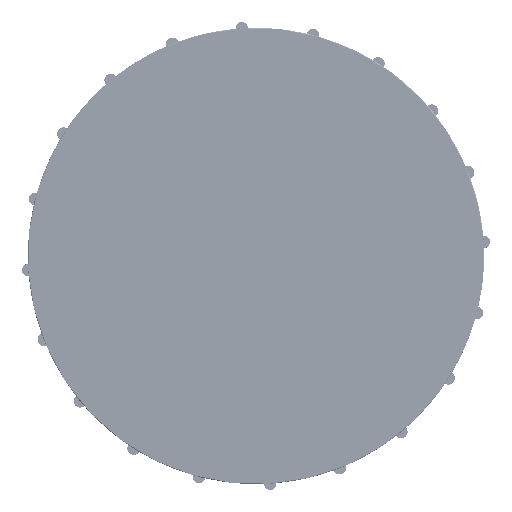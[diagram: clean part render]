
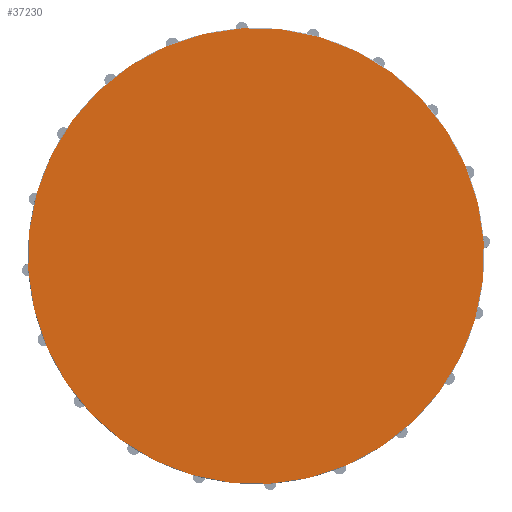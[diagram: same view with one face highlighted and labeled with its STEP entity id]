
A CAD part, front view. The second image highlights one B-rep face of the part: STEP entity #37230.
In plain terms, the highlighted face is planar.
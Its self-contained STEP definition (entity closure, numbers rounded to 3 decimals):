
#820 = ORIENTED_EDGE ( 'NONE', *, *, #30592, .F. ) ;
#993 = AXIS2_PLACEMENT_3D ( 'NONE', #35350, #34936, #11415 ) ;
#1027 = CIRCLE ( 'NONE', #993, 4500. ) ;
#2916 = VERTEX_POINT ( 'NONE', #18645 ) ;
#5582 = DIRECTION ( 'NONE',  ( 0., 0., 1. ) ) ;
#7829 = EDGE_LOOP ( 'NONE', ( #36002, #820 ) ) ;
#8032 = VERTEX_POINT ( 'NONE', #23971 ) ;
#8264 = DIRECTION ( 'NONE',  ( 0., 0., 1. ) ) ;
#9154 = CARTESIAN_POINT ( 'NONE',  ( 0., 0., 0. ) ) ;
#11415 = DIRECTION ( 'NONE',  ( 1., 0., 0. ) ) ;
#14073 = AXIS2_PLACEMENT_3D ( 'NONE', #9154, #5582, #18395 ) ;
#18395 = DIRECTION ( 'NONE',  ( 1., 0., 0. ) ) ;
#18645 = CARTESIAN_POINT ( 'NONE',  ( -4500., 0., 0. ) ) ;
#23971 = CARTESIAN_POINT ( 'NONE',  ( 4500., 0., 0. ) ) ;
#24380 = EDGE_CURVE ( 'NONE', #2916, #8032, #37103, .T. ) ;
#30378 = AXIS2_PLACEMENT_3D ( 'NONE', #37030, #8264, #37250 ) ;
#30592 = EDGE_CURVE ( 'NONE', #8032, #2916, #1027, .T. ) ;
#34333 = PLANE ( 'NONE',  #14073 ) ;
#34936 = DIRECTION ( 'NONE',  ( 0., 0., 1. ) ) ;
#35350 = CARTESIAN_POINT ( 'NONE',  ( 0., 0., 0. ) ) ;
#36002 = ORIENTED_EDGE ( 'NONE', *, *, #24380, .F. ) ;
#37030 = CARTESIAN_POINT ( 'NONE',  ( 0., 0., 0. ) ) ;
#37103 = CIRCLE ( 'NONE', #30378, 4500. ) ;
#37230 = ADVANCED_FACE ( 'NONE', ( #37721 ), #34333, .F. ) ;
#37250 = DIRECTION ( 'NONE',  ( 1., 0., 0. ) ) ;
#37721 = FACE_OUTER_BOUND ( 'NONE', #7829, .T. ) ;
